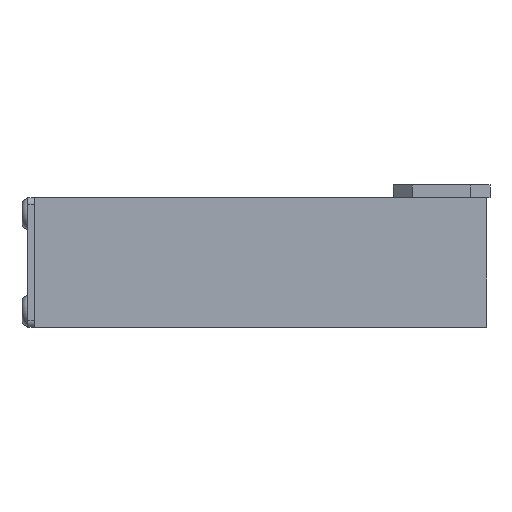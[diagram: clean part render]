
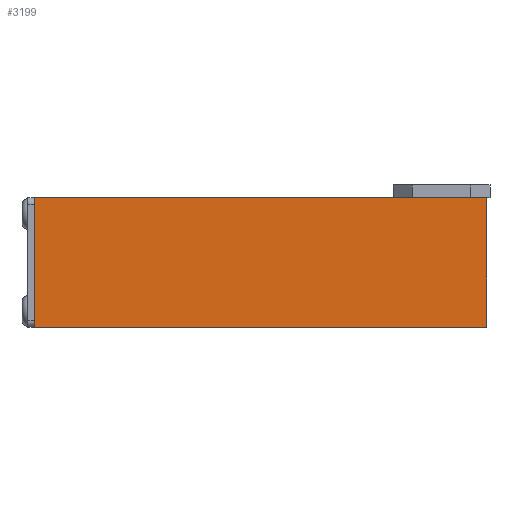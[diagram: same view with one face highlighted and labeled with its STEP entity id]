
A CAD part, left-side view. The second image highlights one B-rep face of the part: STEP entity #3199.
In plain terms, the highlighted planar face has unit normal (-1, 0, 0).
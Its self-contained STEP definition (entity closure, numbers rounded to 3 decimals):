
#803 = LINE ( 'NONE', #2589, #5177 ) ;
#1382 = CARTESIAN_POINT ( 'NONE',  ( 0., -70., 0. ) ) ;
#1708 = VECTOR ( 'NONE', #4631, 1000. ) ;
#1770 = VERTEX_POINT ( 'NONE', #2553 ) ;
#2435 = CARTESIAN_POINT ( 'NONE',  ( 0., -70., -20. ) ) ;
#2553 = CARTESIAN_POINT ( 'NONE',  ( 0., -70., 0. ) ) ;
#2589 = CARTESIAN_POINT ( 'NONE',  ( 0., 0., 0. ) ) ;
#2592 = ORIENTED_EDGE ( 'NONE', *, *, #3310, .F. ) ;
#2670 = ORIENTED_EDGE ( 'NONE', *, *, #6060, .T. ) ;
#2768 = LINE ( 'NONE', #5110, #1708 ) ;
#2787 = DIRECTION ( 'NONE',  ( 0., 0., 1. ) ) ;
#2910 = LINE ( 'NONE', #3050, #5667 ) ;
#2958 = DIRECTION ( 'NONE',  ( -1., 0., 0. ) ) ;
#2959 = EDGE_LOOP ( 'NONE', ( #3876, #2592, #2670, #5839 ) ) ;
#3050 = CARTESIAN_POINT ( 'NONE',  ( 0., -70., 0. ) ) ;
#3199 = ADVANCED_FACE ( 'NONE', ( #3966 ), #3993, .T. ) ;
#3310 = EDGE_CURVE ( 'NONE', #5646, #3520, #2768, .T. ) ;
#3359 = EDGE_CURVE ( 'NONE', #1770, #5495, #2910, .T. ) ;
#3520 = VERTEX_POINT ( 'NONE', #5797 ) ;
#3645 = DIRECTION ( 'NONE',  ( 0., 0., 1. ) ) ;
#3742 = VECTOR ( 'NONE', #2787, 1000. ) ;
#3746 = EDGE_CURVE ( 'NONE', #3520, #5495, #803, .T. ) ;
#3876 = ORIENTED_EDGE ( 'NONE', *, *, #3746, .F. ) ;
#3966 = FACE_OUTER_BOUND ( 'NONE', #2959, .T. ) ;
#3993 = PLANE ( 'NONE',  #5341 ) ;
#4547 = DIRECTION ( 'NONE',  ( 0., 0., 1. ) ) ;
#4631 = DIRECTION ( 'NONE',  ( 0., 1., 0. ) ) ;
#4908 = CARTESIAN_POINT ( 'NONE',  ( 0., 0., 0. ) ) ;
#5110 = CARTESIAN_POINT ( 'NONE',  ( 0., -70., -20. ) ) ;
#5177 = VECTOR ( 'NONE', #3645, 1000. ) ;
#5341 = AXIS2_PLACEMENT_3D ( 'NONE', #1382, #2958, #4547 ) ;
#5495 = VERTEX_POINT ( 'NONE', #4908 ) ;
#5646 = VERTEX_POINT ( 'NONE', #2435 ) ;
#5667 = VECTOR ( 'NONE', #6669, 1000. ) ;
#5797 = CARTESIAN_POINT ( 'NONE',  ( 0., 0., -20. ) ) ;
#5839 = ORIENTED_EDGE ( 'NONE', *, *, #3359, .T. ) ;
#6060 = EDGE_CURVE ( 'NONE', #5646, #1770, #6572, .T. ) ;
#6422 = CARTESIAN_POINT ( 'NONE',  ( 0., -70., 0. ) ) ;
#6572 = LINE ( 'NONE', #6422, #3742 ) ;
#6669 = DIRECTION ( 'NONE',  ( 0., 1., 0. ) ) ;
